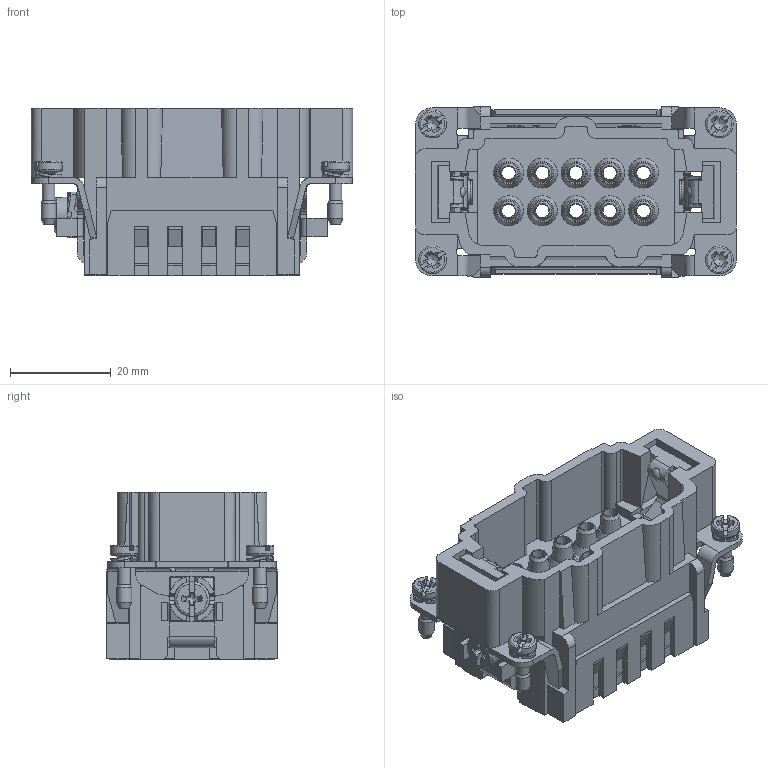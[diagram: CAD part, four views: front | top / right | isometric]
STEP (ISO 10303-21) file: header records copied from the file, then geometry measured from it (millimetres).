
FILE_DESCRIPTION(/* description */ (''),/* implementation_level */ '2;1');
FILE_NAME(/* name */ '100094807ugm000_d.stp',/* time_stamp */ '2018-01-05T15:09:03+01:00',/* author */ (''),/* organization */ (''),/* preprocessor_version */ 'ST-DEVELOPER v16',/* originating_system */ 'SIEMENS PLM Software NX 10.0',/* authorisation */ '');
FILE_SCHEMA (('AUTOMOTIVE_DESIGN { 1 0 10303 214 3 1 1 1 }'));
Products named in the file (1): 100094807ugm000_d
Bounding box: 63.85 x 33.9 x 33.3 mm (x, y, z)
Volume: 28502.6 mm3; surface area: 24933.8 mm2
Topology: 1 solids, 1 shells, 1302 faces, 4089 edges, 3054 vertices
Faces by surface type: plane 815, cylinder 231, bspline 154, cone 86, torus 12, sphere 4
Full cylindrical faces by diameter (mm): 0.6 x2, 2.349 x2, 2.5 x4, 2.519 x2, 2.595 x4, 2.65 x10, 3 x4, 3.242 x1, 3.5 x11, 3.7 x1, 4 x1, 4.5 x2, 4.85 x10, 5.5 x4, 7 x1
Entity records: 60714 total; most frequent: CARTESIAN_POINT 17837, ORIENTED_EDGE 7124, DIRECTION 5979, EDGE_CURVE 3562, VERTEX_POINT 2418, LINE 2163, VECTOR 2163, AXIS2_PLACEMENT_3D 1908
